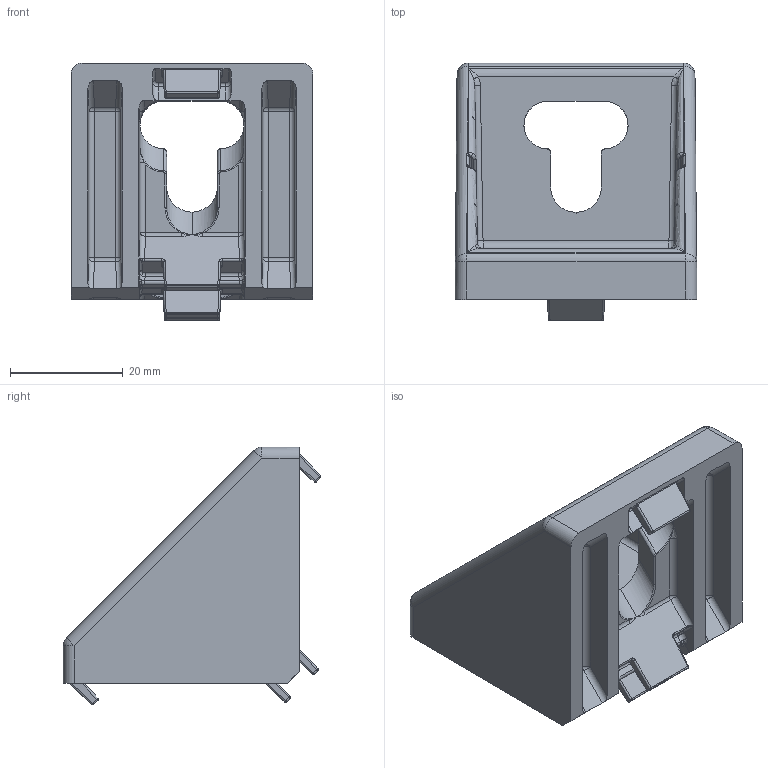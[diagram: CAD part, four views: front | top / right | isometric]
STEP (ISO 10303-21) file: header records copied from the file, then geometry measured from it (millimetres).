
FILE_DESCRIPTION(('STEP AP214'),'1');
FILE_NAME('fath_093w422n10.stp','2017-04-20T10:34:55',('TraceParts'),('TraceParts S.A.'),'Spatial InterOp 3D',' ',' ');
FILE_SCHEMA(('automotive_design'));
Length unit declared in the file: millimetre
Products named in the file (1): fath_093w422n10
Bounding box: 43 x 45.84 x 45.84 mm (x, y, z)
Volume: 21094.1 mm3; surface area: 12012.7 mm2
Topology: 1 solids, 1 shells, 522 faces, 1296 edges, 738 vertices
Faces by surface type: cylinder 184, bspline 182, plane 100, sphere 52, torus 4
Entity records: 22423 total; most frequent: CARTESIAN_POINT 7635, ORIENTED_EDGE 2520, DIRECTION 1928, EDGE_CURVE 1260, AXIS2_PLACEMENT_3D 747, VERTEX_POINT 738, EDGE_LOOP 524, STYLED_ITEM 523
